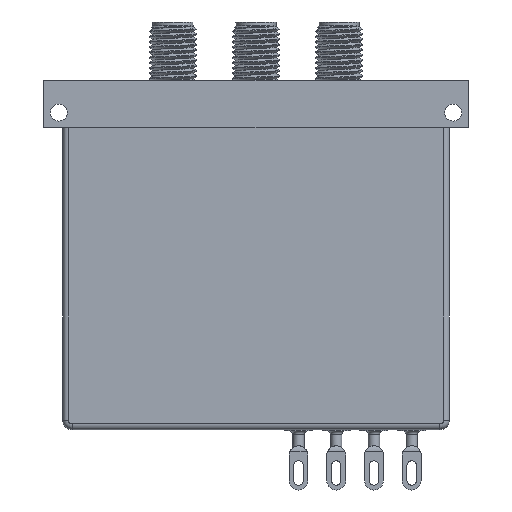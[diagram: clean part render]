
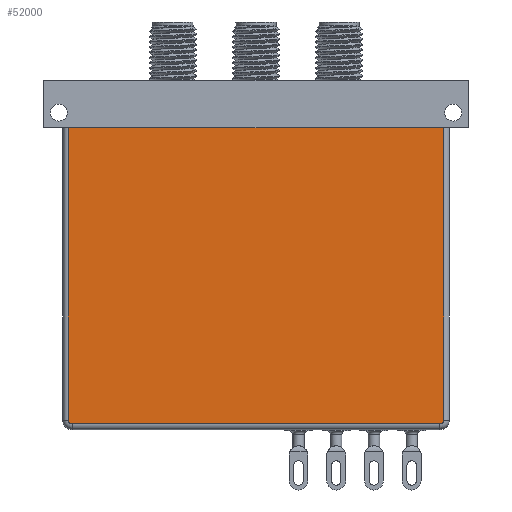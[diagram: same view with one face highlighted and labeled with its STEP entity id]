
A CAD part, front view. The second image highlights one B-rep face of the part: STEP entity #52000.
In plain terms, the highlighted planar face has unit normal (0, -1, 0).
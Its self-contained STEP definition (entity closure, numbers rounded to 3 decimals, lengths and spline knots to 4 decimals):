
#1194 = CARTESIAN_POINT ( 'NONE',  ( 0., -0.26, 0. ) ) ;
#1300 = ORIENTED_EDGE ( 'NONE', *, *, #42998, .T. ) ;
#3161 = VERTEX_POINT ( 'NONE', #21310 ) ;
#3536 = LINE ( 'NONE', #38224, #47382 ) ;
#4677 = VECTOR ( 'NONE', #7827, 39.3701 ) ;
#4807 = VERTEX_POINT ( 'NONE', #34617 ) ;
#5847 = EDGE_LOOP ( 'NONE', ( #48798, #53889, #48384, #55129, #7169, #1300 ) ) ;
#5923 = CARTESIAN_POINT ( 'NONE',  ( 0.975, -0.26, -0.875 ) ) ;
#6129 = VERTEX_POINT ( 'NONE', #18214 ) ;
#6734 = AXIS2_PLACEMENT_3D ( 'NONE', #5923, #10225, #30798 ) ;
#6993 = EDGE_CURVE ( 'NONE', #37253, #6129, #32530, .T. ) ;
#7169 = ORIENTED_EDGE ( 'NONE', *, *, #52525, .T. ) ;
#7827 = DIRECTION ( 'NONE',  ( 1., 0., 0. ) ) ;
#8466 = CARTESIAN_POINT ( 'NONE',  ( -0.995, -0.26, 0.675 ) ) ;
#10070 = AXIS2_PLACEMENT_3D ( 'NONE', #33319, #45585, #54684 ) ;
#10225 = DIRECTION ( 'NONE',  ( 0., -1., 0. ) ) ;
#15419 = CARTESIAN_POINT ( 'NONE',  ( 0., -0.26, 0.675 ) ) ;
#16295 = CIRCLE ( 'NONE', #6734, 0.02 ) ;
#18214 = CARTESIAN_POINT ( 'NONE',  ( -0.995, -0.26, -0.875 ) ) ;
#18687 = EDGE_CURVE ( 'NONE', #3161, #4807, #24605, .T. ) ;
#19898 = DIRECTION ( 'NONE',  ( 0., 0., -1. ) ) ;
#21310 = CARTESIAN_POINT ( 'NONE',  ( -0.975, -0.26, -0.895 ) ) ;
#21367 = CARTESIAN_POINT ( 'NONE',  ( 0.995, -0.26, 0.675 ) ) ;
#24605 = LINE ( 'NONE', #36964, #4677 ) ;
#24821 = EDGE_CURVE ( 'NONE', #34716, #37253, #40808, .T. ) ;
#25030 = VERTEX_POINT ( 'NONE', #39874 ) ;
#27405 = CIRCLE ( 'NONE', #10070, 0.02 ) ;
#27825 = DIRECTION ( 'NONE',  ( -1., 0., 0. ) ) ;
#30798 = DIRECTION ( 'NONE',  ( 0., 0., -1. ) ) ;
#31174 = AXIS2_PLACEMENT_3D ( 'NONE', #1194, #38858, #34772 ) ;
#32530 = LINE ( 'NONE', #53531, #50490 ) ;
#33319 = CARTESIAN_POINT ( 'NONE',  ( -0.975, -0.26, -0.875 ) ) ;
#34617 = CARTESIAN_POINT ( 'NONE',  ( 0.975, -0.26, -0.895 ) ) ;
#34716 = VERTEX_POINT ( 'NONE', #21367 ) ;
#34772 = DIRECTION ( 'NONE',  ( 0., 0., -1. ) ) ;
#36964 = CARTESIAN_POINT ( 'NONE',  ( 0.975, -0.26, -0.895 ) ) ;
#37253 = VERTEX_POINT ( 'NONE', #8466 ) ;
#38224 = CARTESIAN_POINT ( 'NONE',  ( 0.995, -0.26, 0.675 ) ) ;
#38858 = DIRECTION ( 'NONE',  ( 0., -1., 0. ) ) ;
#39438 = PLANE ( 'NONE',  #31174 ) ;
#39874 = CARTESIAN_POINT ( 'NONE',  ( 0.995, -0.26, -0.875 ) ) ;
#40808 = LINE ( 'NONE', #15419, #51405 ) ;
#42515 = DIRECTION ( 'NONE',  ( 0., 0., 1. ) ) ;
#42998 = EDGE_CURVE ( 'NONE', #25030, #34716, #3536, .T. ) ;
#44218 = EDGE_CURVE ( 'NONE', #6129, #3161, #27405, .T. ) ;
#45585 = DIRECTION ( 'NONE',  ( 0., -1., 0. ) ) ;
#47382 = VECTOR ( 'NONE', #42515, 39.3701 ) ;
#47562 = FACE_OUTER_BOUND ( 'NONE', #5847, .T. ) ;
#48384 = ORIENTED_EDGE ( 'NONE', *, *, #44218, .T. ) ;
#48798 = ORIENTED_EDGE ( 'NONE', *, *, #24821, .T. ) ;
#50490 = VECTOR ( 'NONE', #19898, 39.3701 ) ;
#51405 = VECTOR ( 'NONE', #27825, 39.3701 ) ;
#52000 = ADVANCED_FACE ( 'NONE', ( #47562 ), #39438, .T. ) ;
#52525 = EDGE_CURVE ( 'NONE', #4807, #25030, #16295, .T. ) ;
#53531 = CARTESIAN_POINT ( 'NONE',  ( -0.995, -0.26, -0.875 ) ) ;
#53889 = ORIENTED_EDGE ( 'NONE', *, *, #6993, .T. ) ;
#54684 = DIRECTION ( 'NONE',  ( 0., 0., -1. ) ) ;
#55129 = ORIENTED_EDGE ( 'NONE', *, *, #18687, .T. ) ;
